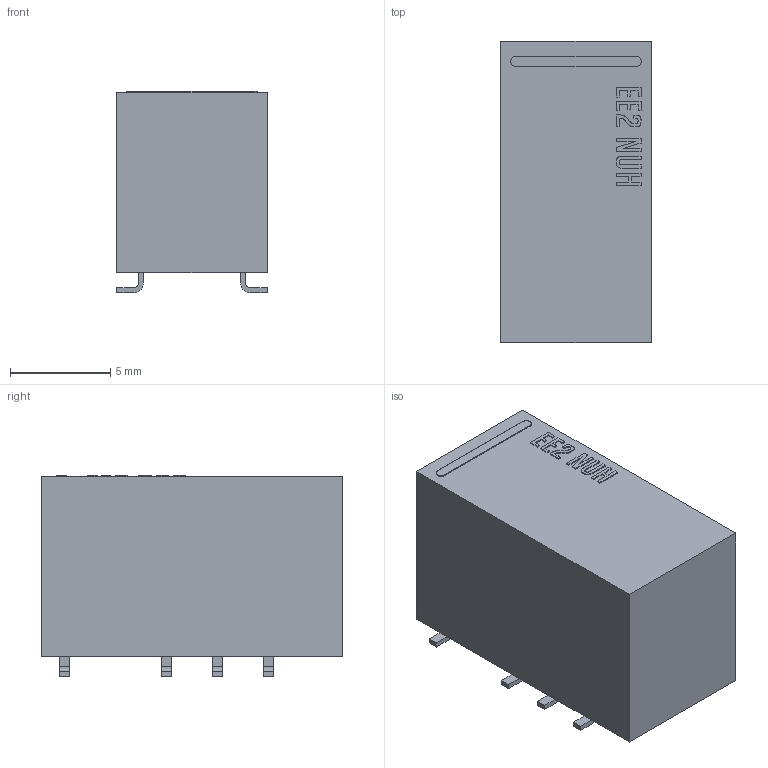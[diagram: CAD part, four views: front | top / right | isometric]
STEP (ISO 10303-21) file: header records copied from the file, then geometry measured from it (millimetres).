
FILE_DESCRIPTION(('FreeCAD Model'),'2;1');
FILE_NAME('Kemet_EE2-NUH.step','2019-07-22T19:57:18',('Author'),(''), 'Open CASCADE STEP processor 7.3','FreeCAD','Unknown');
FILE_SCHEMA(('AUTOMOTIVE_DESIGN { 1 0 10303 214 1 1 1 1 }'));
Length unit declared in the file: millimetre
Products named in the file (1): EE2-NUH
Bounding box: 7.5 x 15 x 10.05 mm (x, y, z)
Volume: 1006.8 mm3; surface area: 662.4 mm2
Topology: 1 solids, 1 shells, 203 faces, 552 edges, 368 vertices
Faces by surface type: plane 145, extrusion 36, cylinder 22
Entity records: 7816 total; most frequent: CARTESIAN_POINT 1340, ORIENTED_EDGE 1104, DIRECTION 896, EDGE_CURVE 552, VECTOR 472, LINE 436, VERTEX_POINT 368, FACE_BOUND 220
